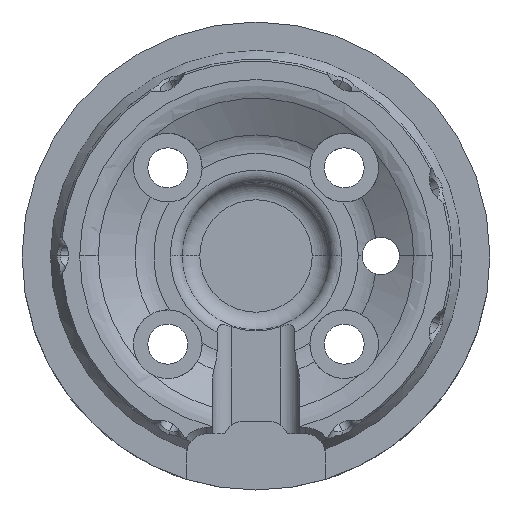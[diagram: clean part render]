
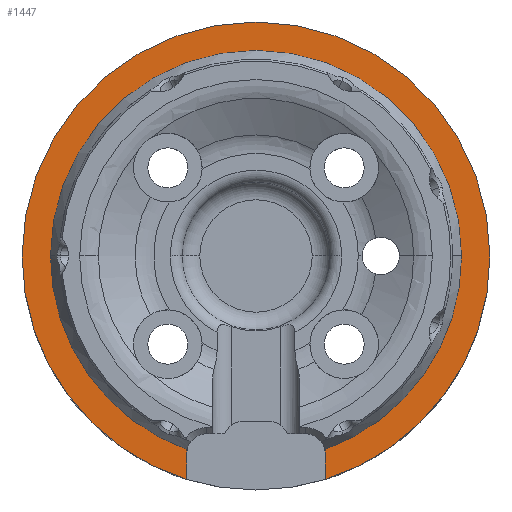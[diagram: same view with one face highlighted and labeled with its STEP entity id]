
A CAD part, top view. The second image highlights one B-rep face of the part: STEP entity #1447.
In plain terms, the highlighted planar face has unit normal (0, 0, 1).
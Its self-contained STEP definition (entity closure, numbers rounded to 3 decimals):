
#24 = VERTEX_POINT ( 'NONE', #706 ) ;
#77 = DIRECTION ( 'NONE',  ( 0., 0., -1. ) ) ;
#153 = DIRECTION ( 'NONE',  ( 1., 0., 0. ) ) ;
#161 = ORIENTED_EDGE ( 'NONE', *, *, #861, .T. ) ;
#270 = VECTOR ( 'NONE', #1413, 1000. ) ;
#361 = CIRCLE ( 'NONE', #5020, 37.5 ) ;
#549 = CARTESIAN_POINT ( 'NONE',  ( -11.1, 0., 9.7 ) ) ;
#581 = FACE_OUTER_BOUND ( 'NONE', #5117, .T. ) ;
#586 = CARTESIAN_POINT ( 'NONE',  ( 0., 0., 9.7 ) ) ;
#616 = EDGE_CURVE ( 'NONE', #1733, #1817, #2208, .T. ) ;
#699 = VERTEX_POINT ( 'NONE', #3671 ) ;
#706 = CARTESIAN_POINT ( 'NONE',  ( -11.1, -31.7, 9.7 ) ) ;
#732 = AXIS2_PLACEMENT_3D ( 'NONE', #1945, #5270, #4376 ) ;
#861 = EDGE_CURVE ( 'NONE', #2300, #4100, #1346, .T. ) ;
#887 = CARTESIAN_POINT ( 'NONE',  ( 0., 0., 9.7 ) ) ;
#991 = ORIENTED_EDGE ( 'NONE', *, *, #616, .T. ) ;
#1025 = DIRECTION ( 'NONE',  ( 1., 0., 0. ) ) ;
#1047 = CIRCLE ( 'NONE', #3633, 3.2 ) ;
#1166 = AXIS2_PLACEMENT_3D ( 'NONE', #2930, #4685, #3802 ) ;
#1236 = CARTESIAN_POINT ( 'NONE',  ( 0., 0., 9.7 ) ) ;
#1255 = CARTESIAN_POINT ( 'NONE',  ( -32.943, 0., 9.7 ) ) ;
#1336 = ORIENTED_EDGE ( 'NONE', *, *, #3169, .T. ) ;
#1346 = CIRCLE ( 'NONE', #4730, 37.5 ) ;
#1372 = CARTESIAN_POINT ( 'NONE',  ( 11.1, -31.7, 9.7 ) ) ;
#1402 = DIRECTION ( 'NONE',  ( 0., 0., 1. ) ) ;
#1413 = DIRECTION ( 'NONE',  ( 0., 1., 0. ) ) ;
#1447 = ADVANCED_FACE ( 'NONE', ( #581 ), #5004, .T. ) ;
#1687 = AXIS2_PLACEMENT_3D ( 'NONE', #4716, #5148, #1025 ) ;
#1733 = VERTEX_POINT ( 'NONE', #4917 ) ;
#1817 = VERTEX_POINT ( 'NONE', #1255 ) ;
#1945 = CARTESIAN_POINT ( 'NONE',  ( 0., 0., 9.7 ) ) ;
#1954 = VERTEX_POINT ( 'NONE', #4584 ) ;
#2112 = LINE ( 'NONE', #3471, #270 ) ;
#2147 = DIRECTION ( 'NONE',  ( 0., 0., 1. ) ) ;
#2204 = EDGE_CURVE ( 'NONE', #5024, #2767, #2397, .T. ) ;
#2208 = CIRCLE ( 'NONE', #1687, 32.943 ) ;
#2234 = DIRECTION ( 'NONE',  ( 0., -1., 0. ) ) ;
#2265 = DIRECTION ( 'NONE',  ( 1., 0., 0. ) ) ;
#2300 = VERTEX_POINT ( 'NONE', #3590 ) ;
#2339 = AXIS2_PLACEMENT_3D ( 'NONE', #2659, #1402, #153 ) ;
#2397 = CIRCLE ( 'NONE', #732, 32.943 ) ;
#2479 = CARTESIAN_POINT ( 'NONE',  ( 37.5, 0., 9.7 ) ) ;
#2487 = DIRECTION ( 'NONE',  ( 1., 0., 0. ) ) ;
#2659 = CARTESIAN_POINT ( 'NONE',  ( 0., 0., 9.7 ) ) ;
#2767 = VERTEX_POINT ( 'NONE', #3076 ) ;
#2930 = CARTESIAN_POINT ( 'NONE',  ( -7.9, -31.7, 9.7 ) ) ;
#3076 = CARTESIAN_POINT ( 'NONE',  ( 11.032, -31.041, 9.7 ) ) ;
#3080 = AXIS2_PLACEMENT_3D ( 'NONE', #3736, #4176, #2487 ) ;
#3169 = EDGE_CURVE ( 'NONE', #699, #1954, #3858, .T. ) ;
#3174 = ORIENTED_EDGE ( 'NONE', *, *, #5345, .T. ) ;
#3218 = ORIENTED_EDGE ( 'NONE', *, *, #4083, .T. ) ;
#3233 = ORIENTED_EDGE ( 'NONE', *, *, #4853, .F. ) ;
#3471 = CARTESIAN_POINT ( 'NONE',  ( 11.1, 0., 9.7 ) ) ;
#3473 = ORIENTED_EDGE ( 'NONE', *, *, #2204, .T. ) ;
#3487 = EDGE_CURVE ( 'NONE', #5257, #2767, #1047, .T. ) ;
#3590 = CARTESIAN_POINT ( 'NONE',  ( 11.1, -35.82, 9.7 ) ) ;
#3629 = EDGE_CURVE ( 'NONE', #2300, #5257, #2112, .T. ) ;
#3633 = AXIS2_PLACEMENT_3D ( 'NONE', #4905, #4520, #4540 ) ;
#3671 = CARTESIAN_POINT ( 'NONE',  ( -37.5, 0., 9.7 ) ) ;
#3736 = CARTESIAN_POINT ( 'NONE',  ( 0., 0., 9.7 ) ) ;
#3802 = DIRECTION ( 'NONE',  ( 1., 0., 0. ) ) ;
#3813 = DIRECTION ( 'NONE',  ( 1., 0., 0. ) ) ;
#3843 = ORIENTED_EDGE ( 'NONE', *, *, #4688, .F. ) ;
#3858 = CIRCLE ( 'NONE', #2339, 37.5 ) ;
#3880 = CIRCLE ( 'NONE', #1166, 3.2 ) ;
#4016 = VECTOR ( 'NONE', #2234, 1000. ) ;
#4083 = EDGE_CURVE ( 'NONE', #1817, #5024, #4686, .T. ) ;
#4100 = VERTEX_POINT ( 'NONE', #2479 ) ;
#4176 = DIRECTION ( 'NONE',  ( 0., 0., 1. ) ) ;
#4212 = ORIENTED_EDGE ( 'NONE', *, *, #3487, .F. ) ;
#4273 = DIRECTION ( 'NONE',  ( 1., 0., 0. ) ) ;
#4376 = DIRECTION ( 'NONE',  ( 1., 0., 0. ) ) ;
#4520 = DIRECTION ( 'NONE',  ( 0., 0., 1. ) ) ;
#4540 = DIRECTION ( 'NONE',  ( 1., 0., 0. ) ) ;
#4544 = LINE ( 'NONE', #549, #4016 ) ;
#4584 = CARTESIAN_POINT ( 'NONE',  ( -11.1, -35.82, 9.7 ) ) ;
#4685 = DIRECTION ( 'NONE',  ( 0., 0., 1. ) ) ;
#4686 = CIRCLE ( 'NONE', #4983, 32.943 ) ;
#4688 = EDGE_CURVE ( 'NONE', #1733, #24, #3880, .T. ) ;
#4716 = CARTESIAN_POINT ( 'NONE',  ( 0., 0., 9.7 ) ) ;
#4730 = AXIS2_PLACEMENT_3D ( 'NONE', #586, #4771, #2265 ) ;
#4748 = ORIENTED_EDGE ( 'NONE', *, *, #3629, .F. ) ;
#4771 = DIRECTION ( 'NONE',  ( 0., 0., 1. ) ) ;
#4789 = CARTESIAN_POINT ( 'NONE',  ( 32.943, 0., 9.7 ) ) ;
#4853 = EDGE_CURVE ( 'NONE', #24, #1954, #4544, .T. ) ;
#4905 = CARTESIAN_POINT ( 'NONE',  ( 7.9, -31.7, 9.7 ) ) ;
#4917 = CARTESIAN_POINT ( 'NONE',  ( -11.032, -31.041, 9.7 ) ) ;
#4983 = AXIS2_PLACEMENT_3D ( 'NONE', #1236, #77, #4273 ) ;
#5004 = PLANE ( 'NONE',  #3080 ) ;
#5020 = AXIS2_PLACEMENT_3D ( 'NONE', #887, #2147, #3813 ) ;
#5024 = VERTEX_POINT ( 'NONE', #4789 ) ;
#5117 = EDGE_LOOP ( 'NONE', ( #3233, #3843, #991, #3218, #3473, #4212, #4748, #161, #3174, #1336 ) ) ;
#5148 = DIRECTION ( 'NONE',  ( 0., 0., -1. ) ) ;
#5257 = VERTEX_POINT ( 'NONE', #1372 ) ;
#5270 = DIRECTION ( 'NONE',  ( 0., 0., -1. ) ) ;
#5345 = EDGE_CURVE ( 'NONE', #4100, #699, #361, .T. ) ;
